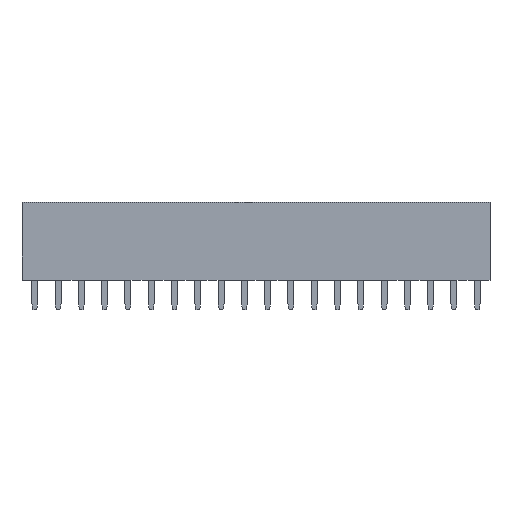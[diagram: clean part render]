
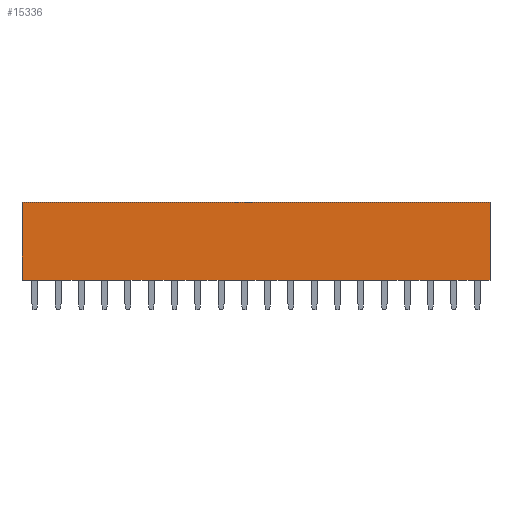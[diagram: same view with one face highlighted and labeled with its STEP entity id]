
A CAD part, top view. The second image highlights one B-rep face of the part: STEP entity #15336.
In plain terms, the highlighted planar face has unit normal (0, 0, 1).
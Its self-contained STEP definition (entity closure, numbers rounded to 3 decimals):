
#1005=FACE_OUTER_BOUND('',#1753,.T.);
#1753=EDGE_LOOP('',(#13338,#13339,#13340,#13341));
#2529=LINE('',#21579,#4471);
#3682=LINE('',#24018,#5624);
#3696=LINE('',#24049,#5638);
#3697=LINE('',#24050,#5639);
#4471=VECTOR('',#17725,1.);
#5624=VECTOR('',#19816,1.);
#5638=VECTOR('',#19850,1.);
#5639=VECTOR('',#19851,1.);
#6218=VERTEX_POINT('',#21576);
#6219=VERTEX_POINT('',#21578);
#7033=VERTEX_POINT('',#24011);
#7036=VERTEX_POINT('',#24016);
#7903=EDGE_CURVE('',#6219,#6218,#2529,.T.);
#9132=EDGE_CURVE('',#7036,#7033,#3682,.T.);
#9148=EDGE_CURVE('',#6218,#7033,#3696,.T.);
#9149=EDGE_CURVE('',#6219,#7036,#3697,.T.);
#13338=ORIENTED_EDGE('',*,*,#9148,.T.);
#13339=ORIENTED_EDGE('',*,*,#9132,.F.);
#13340=ORIENTED_EDGE('',*,*,#9149,.F.);
#13341=ORIENTED_EDGE('',*,*,#7903,.T.);
#13963=PLANE('',#16209);
#15336=ADVANCED_FACE('',(#1005),#13963,.T.);
#16209=AXIS2_PLACEMENT_3D('',#24048,#19848,#19849);
#17725=DIRECTION('',(1.,0.,0.));
#19816=DIRECTION('',(1.,0.,0.));
#19848=DIRECTION('center_axis',(0.,0.,1.));
#19849=DIRECTION('ref_axis',(0.,-1.,0.));
#19850=DIRECTION('',(0.,1.,0.));
#19851=DIRECTION('',(0.,1.,0.));
#21576=CARTESIAN_POINT('',(25.525,0.,1.25));
#21578=CARTESIAN_POINT('',(-25.525,0.,1.25));
#21579=CARTESIAN_POINT('',(-25.525,0.,1.25));
#24011=CARTESIAN_POINT('',(25.525,8.5,1.25));
#24016=CARTESIAN_POINT('',(-25.525,8.5,1.25));
#24018=CARTESIAN_POINT('',(-25.525,8.5,1.25));
#24048=CARTESIAN_POINT('Origin',(-25.525,4.25,1.25));
#24049=CARTESIAN_POINT('',(25.525,0.,1.25));
#24050=CARTESIAN_POINT('',(-25.525,0.,1.25));
